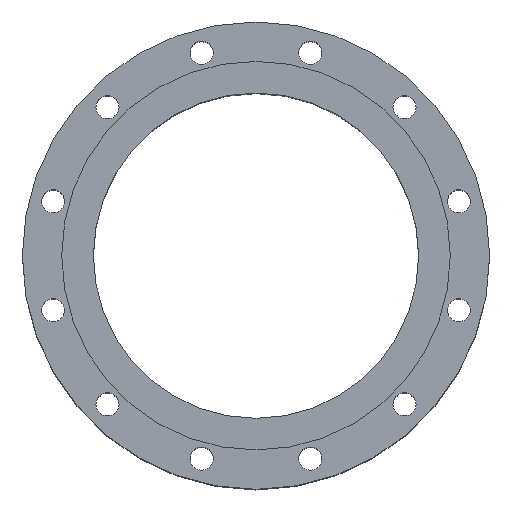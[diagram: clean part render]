
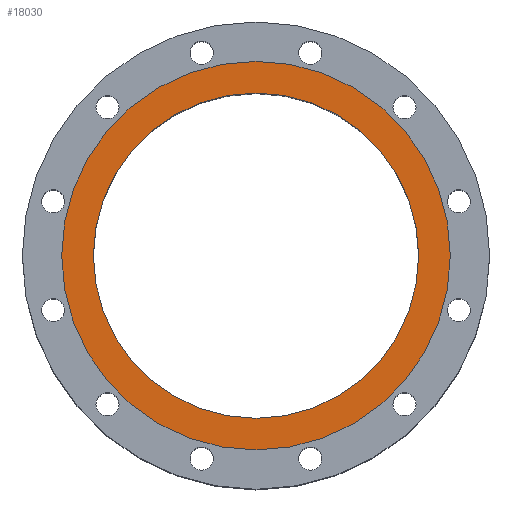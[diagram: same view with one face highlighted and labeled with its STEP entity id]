
A CAD part, top view. The second image highlights one B-rep face of the part: STEP entity #18030.
In plain terms, the highlighted planar face has unit normal (0, 0, 1).
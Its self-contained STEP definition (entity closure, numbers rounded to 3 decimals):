
#499 = DIRECTION ( 'NONE',  ( 0., 0., 1. ) ) ;
#968 = VERTEX_POINT ( 'NONE', #16618 ) ;
#1032 = FACE_OUTER_BOUND ( 'NONE', #5621, .T. ) ;
#1186 = CARTESIAN_POINT ( 'NONE',  ( 0., 0., 0. ) ) ;
#1675 = EDGE_CURVE ( 'NONE', #19258, #15359, #5246, .T. ) ;
#2553 = DIRECTION ( 'NONE',  ( 0., 0., 1. ) ) ;
#3617 = EDGE_LOOP ( 'NONE', ( #15122, #23307 ) ) ;
#3670 = AXIS2_PLACEMENT_3D ( 'NONE', #7632, #499, #26394 ) ;
#4766 = AXIS2_PLACEMENT_3D ( 'NONE', #1186, #19796, #29868 ) ;
#5101 = CARTESIAN_POINT ( 'NONE',  ( 154.85, 0., 0. ) ) ;
#5246 = CIRCLE ( 'NONE', #4766, 185. ) ;
#5621 = EDGE_LOOP ( 'NONE', ( #10589, #28499 ) ) ;
#6647 = EDGE_CURVE ( 'NONE', #15359, #19258, #28548, .T. ) ;
#7632 = CARTESIAN_POINT ( 'NONE',  ( 0., 0., 0. ) ) ;
#7704 = DIRECTION ( 'NONE',  ( 0., 0., -1. ) ) ;
#8181 = CARTESIAN_POINT ( 'NONE',  ( 0., 185., 0. ) ) ;
#9408 = DIRECTION ( 'NONE',  ( 1., 0., 0. ) ) ;
#10054 = CARTESIAN_POINT ( 'NONE',  ( 185., 0., 0. ) ) ;
#10589 = ORIENTED_EDGE ( 'NONE', *, *, #6647, .T. ) ;
#14726 = EDGE_CURVE ( 'NONE', #968, #24475, #30679, .T. ) ;
#15122 = ORIENTED_EDGE ( 'NONE', *, *, #26204, .F. ) ;
#15359 = VERTEX_POINT ( 'NONE', #10054 ) ;
#15699 = AXIS2_PLACEMENT_3D ( 'NONE', #15797, #25259, #9408 ) ;
#15797 = CARTESIAN_POINT ( 'NONE',  ( 0., 0., 0. ) ) ;
#16618 = CARTESIAN_POINT ( 'NONE',  ( -154.85, 0., 0. ) ) ;
#17308 = AXIS2_PLACEMENT_3D ( 'NONE', #23811, #2553, #25113 ) ;
#18030 = ADVANCED_FACE ( 'NONE', ( #26775, #1032 ), #28799, .F. ) ;
#18770 = CARTESIAN_POINT ( 'NONE',  ( -185., 0., 0. ) ) ;
#19258 = VERTEX_POINT ( 'NONE', #18770 ) ;
#19342 = DIRECTION ( 'NONE',  ( -1., 0., 0. ) ) ;
#19796 = DIRECTION ( 'NONE',  ( 0., 0., 1. ) ) ;
#22332 = AXIS2_PLACEMENT_3D ( 'NONE', #8181, #7704, #19342 ) ;
#22490 = CIRCLE ( 'NONE', #3670, 154.85 ) ;
#23307 = ORIENTED_EDGE ( 'NONE', *, *, #14726, .F. ) ;
#23811 = CARTESIAN_POINT ( 'NONE',  ( 0., 0., 0. ) ) ;
#24475 = VERTEX_POINT ( 'NONE', #5101 ) ;
#25113 = DIRECTION ( 'NONE',  ( 1., 0., 0. ) ) ;
#25259 = DIRECTION ( 'NONE',  ( 0., 0., 1. ) ) ;
#26204 = EDGE_CURVE ( 'NONE', #24475, #968, #22490, .T. ) ;
#26394 = DIRECTION ( 'NONE',  ( 1., 0., 0. ) ) ;
#26775 = FACE_BOUND ( 'NONE', #3617, .T. ) ;
#28499 = ORIENTED_EDGE ( 'NONE', *, *, #1675, .T. ) ;
#28548 = CIRCLE ( 'NONE', #15699, 185. ) ;
#28799 = PLANE ( 'NONE',  #22332 ) ;
#29868 = DIRECTION ( 'NONE',  ( 1., 0., 0. ) ) ;
#30679 = CIRCLE ( 'NONE', #17308, 154.85 ) ;
